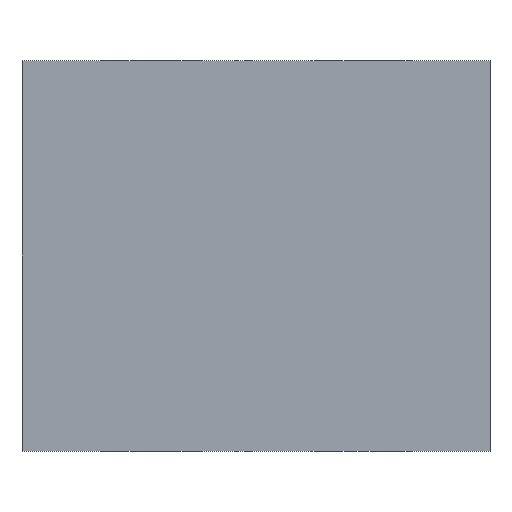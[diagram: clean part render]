
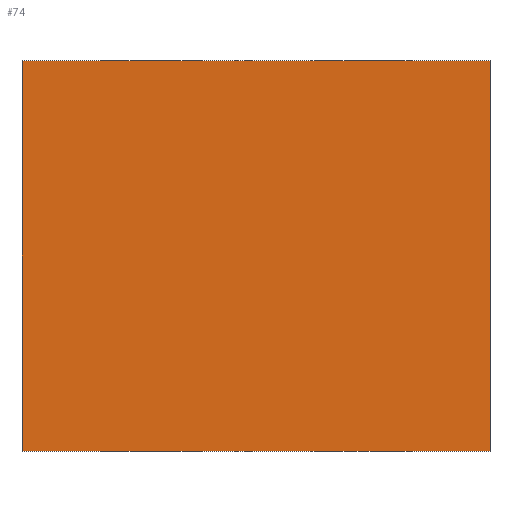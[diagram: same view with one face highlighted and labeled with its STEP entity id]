
A CAD part, front view. The second image highlights one B-rep face of the part: STEP entity #74.
In plain terms, the highlighted planar face has unit normal (0, -1, 0).
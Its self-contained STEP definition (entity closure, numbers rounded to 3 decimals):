
#54=PLANE('',#462);
#74=ADVANCED_FACE('',(#103),#54,.F.);
#103=FACE_OUTER_BOUND('',#135,.T.);
#135=EDGE_LOOP('',(#290,#291,#292,#293));
#157=LINE('',#674,#187);
#164=LINE('',#687,#194);
#166=LINE('',#691,#196);
#167=LINE('',#692,#197);
#187=VECTOR('',#560,1.);
#194=VECTOR('',#573,1.);
#196=VECTOR('',#577,1.);
#197=VECTOR('',#578,1.);
#290=ORIENTED_EDGE('',*,*,#394,.T.);
#291=ORIENTED_EDGE('',*,*,#385,.F.);
#292=ORIENTED_EDGE('',*,*,#395,.F.);
#293=ORIENTED_EDGE('',*,*,#392,.F.);
#334=VERTEX_POINT('',#668);
#337=VERTEX_POINT('',#673);
#340=VERTEX_POINT('',#686);
#341=VERTEX_POINT('',#688);
#385=EDGE_CURVE('',#337,#334,#157,.T.);
#392=EDGE_CURVE('',#340,#341,#164,.T.);
#394=EDGE_CURVE('',#340,#334,#166,.T.);
#395=EDGE_CURVE('',#341,#337,#167,.T.);
#462=AXIS2_PLACEMENT_3D('',#693,#579,#580);
#560=DIRECTION('',(-1.,0.,0.));
#573=DIRECTION('',(1.,0.,0.));
#577=DIRECTION('',(0.,0.,-1.));
#578=DIRECTION('',(0.,0.,-1.));
#579=DIRECTION('',(0.,1.,0.));
#580=DIRECTION('',(-1.,0.,0.));
#668=CARTESIAN_POINT('',(0.,0.,-5.));
#673=CARTESIAN_POINT('',(20.,0.,-5.));
#674=CARTESIAN_POINT('',(20.,0.,-5.));
#686=CARTESIAN_POINT('',(0.,0.,11.7));
#687=CARTESIAN_POINT('',(0.,0.,11.7));
#688=CARTESIAN_POINT('',(20.,0.,11.7));
#691=CARTESIAN_POINT('',(0.,0.,11.7));
#692=CARTESIAN_POINT('',(20.,0.,11.7));
#693=CARTESIAN_POINT('',(0.,0.,11.7));
